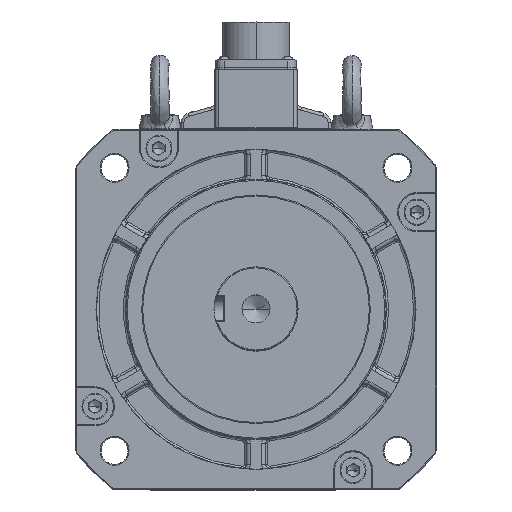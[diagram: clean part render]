
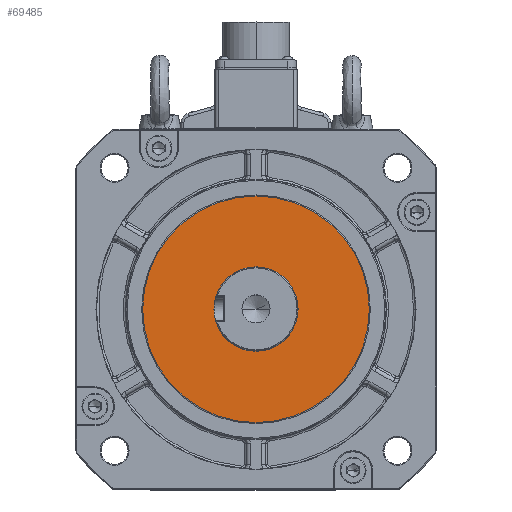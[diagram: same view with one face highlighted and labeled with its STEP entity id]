
A CAD part, top view. The second image highlights one B-rep face of the part: STEP entity #69485.
In plain terms, the highlighted planar face has unit normal (0, 0, 1).
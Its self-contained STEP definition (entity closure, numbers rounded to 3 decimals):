
#64 = CARTESIAN_POINT ( 'NONE',  ( 56.65, 0., 96.7 ) ) ;
#786 = CIRCLE ( 'NONE', #3501, 20.822 ) ;
#1026 = CARTESIAN_POINT ( 'NONE',  ( 0., -20.822, 96.7 ) ) ;
#1901 = DIRECTION ( 'NONE',  ( 0., 0., 1. ) ) ;
#2191 = DIRECTION ( 'NONE',  ( 1., 0., 0. ) ) ;
#2454 = CARTESIAN_POINT ( 'NONE',  ( 0., 0., 96.7 ) ) ;
#3501 = AXIS2_PLACEMENT_3D ( 'NONE', #2454, #52466, #51551 ) ;
#3627 = EDGE_CURVE ( 'NONE', #86441, #16074, #786, .T. ) ;
#6518 = ORIENTED_EDGE ( 'NONE', *, *, #3627, .T. ) ;
#7149 = CARTESIAN_POINT ( 'NONE',  ( -56.65, 0., 96.7 ) ) ;
#7714 = DIRECTION ( 'NONE',  ( 1., 0., 0. ) ) ;
#8463 = FACE_BOUND ( 'NONE', #22307, .T. ) ;
#15810 = EDGE_CURVE ( 'NONE', #16074, #86441, #83711, .T. ) ;
#15889 = VERTEX_POINT ( 'NONE', #64 ) ;
#16074 = VERTEX_POINT ( 'NONE', #83867 ) ;
#16963 = CARTESIAN_POINT ( 'NONE',  ( 52.5, 0., 96.7 ) ) ;
#22307 = EDGE_LOOP ( 'NONE', ( #6518, #30356 ) ) ;
#25716 = CARTESIAN_POINT ( 'NONE',  ( 0., 0., 96.7 ) ) ;
#27626 = VERTEX_POINT ( 'NONE', #7149 ) ;
#30356 = ORIENTED_EDGE ( 'NONE', *, *, #15810, .T. ) ;
#33030 = DIRECTION ( 'NONE',  ( 1., 0., 0. ) ) ;
#33246 = ORIENTED_EDGE ( 'NONE', *, *, #57663, .T. ) ;
#33685 = EDGE_CURVE ( 'NONE', #27626, #15889, #77754, .T. ) ;
#34511 = DIRECTION ( 'NONE',  ( 0., 1., 0. ) ) ;
#48502 = DIRECTION ( 'NONE',  ( 0., 0., -1. ) ) ;
#48852 = CIRCLE ( 'NONE', #82595, 56.65 ) ;
#50686 = AXIS2_PLACEMENT_3D ( 'NONE', #77989, #48502, #34511 ) ;
#51551 = DIRECTION ( 'NONE',  ( 0., 1., 0. ) ) ;
#52466 = DIRECTION ( 'NONE',  ( 0., 0., -1. ) ) ;
#56886 = ORIENTED_EDGE ( 'NONE', *, *, #33685, .T. ) ;
#57663 = EDGE_CURVE ( 'NONE', #15889, #27626, #48852, .T. ) ;
#61263 = FACE_OUTER_BOUND ( 'NONE', #75363, .T. ) ;
#62403 = AXIS2_PLACEMENT_3D ( 'NONE', #25716, #75102, #33030 ) ;
#69485 = ADVANCED_FACE ( 'NONE', ( #8463, #61263 ), #72519, .T. ) ;
#72519 = PLANE ( 'NONE',  #84615 ) ;
#75102 = DIRECTION ( 'NONE',  ( 0., 0., 1. ) ) ;
#75363 = EDGE_LOOP ( 'NONE', ( #56886, #33246 ) ) ;
#77754 = CIRCLE ( 'NONE', #62403, 56.65 ) ;
#77989 = CARTESIAN_POINT ( 'NONE',  ( 0., 0., 96.7 ) ) ;
#78618 = CARTESIAN_POINT ( 'NONE',  ( 0., 0., 96.7 ) ) ;
#80241 = DIRECTION ( 'NONE',  ( 0., 0., 1. ) ) ;
#82595 = AXIS2_PLACEMENT_3D ( 'NONE', #78618, #1901, #2191 ) ;
#83711 = CIRCLE ( 'NONE', #50686, 20.822 ) ;
#83867 = CARTESIAN_POINT ( 'NONE',  ( 0., 20.822, 96.7 ) ) ;
#84615 = AXIS2_PLACEMENT_3D ( 'NONE', #16963, #80241, #7714 ) ;
#86441 = VERTEX_POINT ( 'NONE', #1026 ) ;
